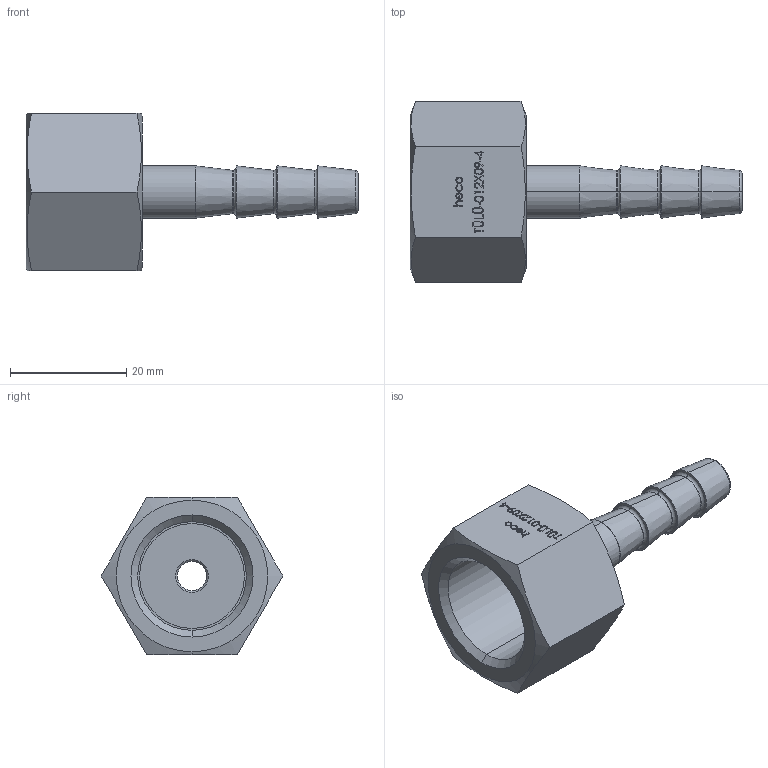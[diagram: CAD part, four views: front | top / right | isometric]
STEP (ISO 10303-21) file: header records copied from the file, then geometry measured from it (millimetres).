
FILE_DESCRIPTION (( 'STEP AP214' ), '1' );
FILE_NAME ('TÜLÜ-012X09-x Schlauchtülle mit Ü-Mutter.STEP', '2018-07-02T09:50:53', ( '' ), ( '' ), 'SwSTEP 2.0', 'SolidWorks 2016', '' );
FILE_SCHEMA (( 'AUTOMOTIVE_DESIGN' ));
Length unit declared in the file: millimetre
Products named in the file (1): TÜLÜ-012X09-x Schlauchtülle mit Ü-Mutter
Bounding box: 57 x 31.18 x 27 mm (x, y, z)
Volume: 9401.1 mm3; surface area: 6141.6 mm2
Topology: 2 solids, 2 shells, 274 faces, 687 edges, 446 vertices
Faces by surface type: plane 126, bspline 98, cone 24, torus 16, cylinder 10
Entity records: 15732 total; most frequent: CARTESIAN_POINT 7502, ORIENTED_EDGE 1374, DIRECTION 905, EDGE_CURVE 687, VERTEX_POINT 446, LINE 399, VECTOR 399, EDGE_LOOP 307
